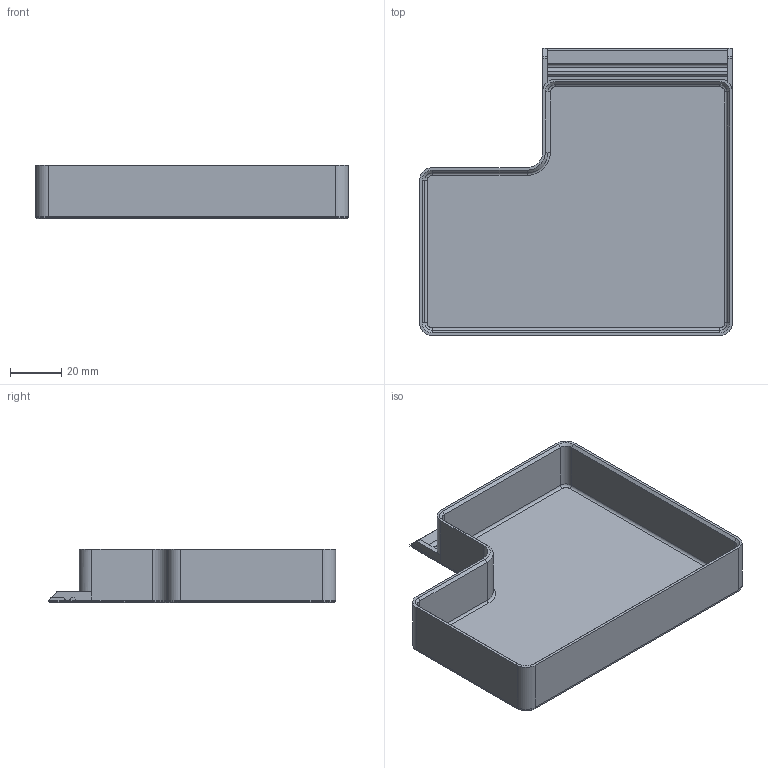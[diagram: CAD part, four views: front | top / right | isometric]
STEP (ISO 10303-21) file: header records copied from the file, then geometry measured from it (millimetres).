
FILE_DESCRIPTION(('FreeCAD Model'),'2;1');
FILE_NAME('Open CASCADE Shape Model','2025-09-13T17:02:08',(''),(''), 'Open CASCADE STEP processor 7.8','FreeCAD','Unknown');
FILE_SCHEMA(('AUTOMOTIVE_DESIGN { 1 0 10303 214 1 1 1 1 }'));
Length unit declared in the file: millimetre
Products named in the file (1): bucket_V2.4-250
Bounding box: 122 x 112 x 21 mm (x, y, z)
Volume: 28966.5 mm3; surface area: 40014.2 mm2
Topology: 1 solids, 1 shells, 108 faces, 259 edges, 154 vertices
Faces by surface type: plane 66, cylinder 26, cone 10, torus 6
Entity records: 6517 total; most frequent: CARTESIAN_POINT 1166, DIRECTION 1044, LINE 665, VECTOR 665, ORIENTED_EDGE 518, PCURVE 518, DEFINITIONAL_REPRESENTATION 518, EDGE_CURVE 259
